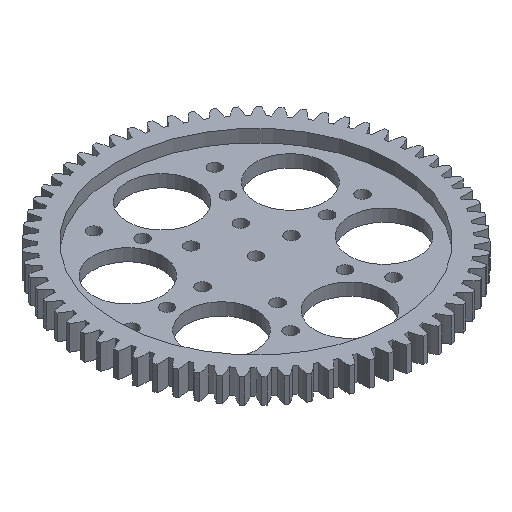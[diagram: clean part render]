
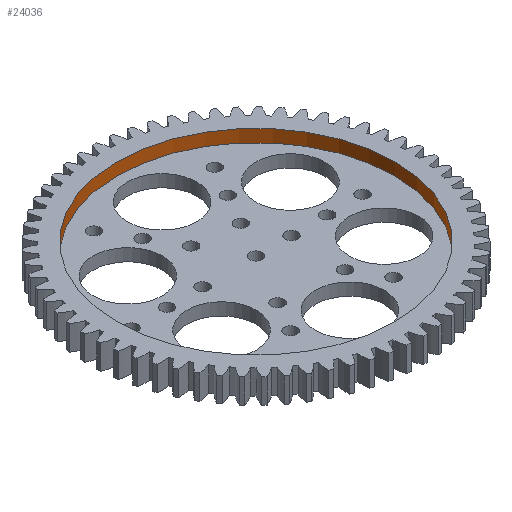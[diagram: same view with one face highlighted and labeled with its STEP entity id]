
A CAD part, isometric view. The second image highlights one B-rep face of the part: STEP entity #24036.
In plain terms, the highlighted cylindrical face has radius 28.125 mm (diameter 56.25 mm), a full revolution.
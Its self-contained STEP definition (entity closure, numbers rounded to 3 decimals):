
#110 = PLANE('',#111);
#111 = AXIS2_PLACEMENT_3D('',#112,#113,#114);
#112 = CARTESIAN_POINT('',(0.,0.,5.));
#113 = DIRECTION('',(0.,-0.,-1.));
#114 = DIRECTION('',(-1.,0.,0.));
#16160 = EDGE_CURVE('',#16161,#16161,#16163,.T.);
#16161 = VERTEX_POINT('',#16162);
#16162 = CARTESIAN_POINT('',(28.125,0.,5.));
#16163 = SURFACE_CURVE('',#16164,(#16169,#16180),.PCURVE_S1.);
#16164 = CIRCLE('',#16165,28.125);
#16165 = AXIS2_PLACEMENT_3D('',#16166,#16167,#16168);
#16166 = CARTESIAN_POINT('',(0.,0.,5.));
#16167 = DIRECTION('',(0.,0.,1.));
#16168 = DIRECTION('',(1.,0.,-0.));
#16169 = PCURVE('',#110,#16170);
#16170 = DEFINITIONAL_REPRESENTATION('',(#16171),#16179);
#16171 = ( BOUNDED_CURVE() B_SPLINE_CURVE(2,(#16172,#16173,#16174,#16175
    ,#16176,#16177,#16178),.UNSPECIFIED.,.T.,.F.) 
B_SPLINE_CURVE_WITH_KNOTS((1,2,2,2,2,1),(-2.094,0.,
    2.094,4.189,6.283,8.378),
.UNSPECIFIED.) CURVE() GEOMETRIC_REPRESENTATION_ITEM() 
RATIONAL_B_SPLINE_CURVE((1.,0.5,1.,0.5,1.,0.5,1.)) REPRESENTATION_ITEM(
  '') );
#16172 = CARTESIAN_POINT('',(-28.125,0.));
#16173 = CARTESIAN_POINT('',(-28.125,48.714));
#16174 = CARTESIAN_POINT('',(14.063,24.357));
#16175 = CARTESIAN_POINT('',(56.25,0.));
#16176 = CARTESIAN_POINT('',(14.063,-24.357));
#16177 = CARTESIAN_POINT('',(-28.125,-48.714));
#16178 = CARTESIAN_POINT('',(-28.125,0.));
#16179 = ( GEOMETRIC_REPRESENTATION_CONTEXT(2) 
PARAMETRIC_REPRESENTATION_CONTEXT() REPRESENTATION_CONTEXT('2D SPACE',''
  ) );
#16180 = PCURVE('',#16181,#16186);
#16181 = CYLINDRICAL_SURFACE('',#16182,28.125);
#16182 = AXIS2_PLACEMENT_3D('',#16183,#16184,#16185);
#16183 = CARTESIAN_POINT('',(0.,0.,2.5));
#16184 = DIRECTION('',(0.,0.,1.));
#16185 = DIRECTION('',(1.,0.,0.));
#16186 = DEFINITIONAL_REPRESENTATION('',(#16187),#16191);
#16187 = LINE('',#16188,#16189);
#16188 = CARTESIAN_POINT('',(0.,2.5));
#16189 = VECTOR('',#16190,1.);
#16190 = DIRECTION('',(1.,0.));
#16191 = ( GEOMETRIC_REPRESENTATION_CONTEXT(2) 
PARAMETRIC_REPRESENTATION_CONTEXT() REPRESENTATION_CONTEXT('2D SPACE',''
  ) );
#22902 = PLANE('',#22903);
#22903 = AXIS2_PLACEMENT_3D('',#22904,#22905,#22906);
#22904 = CARTESIAN_POINT('',(0.,0.,2.5));
#22905 = DIRECTION('',(0.,0.,1.));
#22906 = DIRECTION('',(1.,0.,0.));
#24036 = ADVANCED_FACE('',(#24037),#16181,.F.);
#24037 = FACE_BOUND('',#24038,.F.);
#24038 = EDGE_LOOP('',(#24039,#24040,#24063,#24085));
#24039 = ORIENTED_EDGE('',*,*,#16160,.F.);
#24040 = ORIENTED_EDGE('',*,*,#24041,.F.);
#24041 = EDGE_CURVE('',#24042,#16161,#24044,.T.);
#24042 = VERTEX_POINT('',#24043);
#24043 = CARTESIAN_POINT('',(28.125,0.,2.5));
#24044 = SEAM_CURVE('',#24045,(#24049,#24056),.PCURVE_S1.);
#24045 = LINE('',#24046,#24047);
#24046 = CARTESIAN_POINT('',(28.125,0.,2.5));
#24047 = VECTOR('',#24048,1.);
#24048 = DIRECTION('',(0.,0.,1.));
#24049 = PCURVE('',#16181,#24050);
#24050 = DEFINITIONAL_REPRESENTATION('',(#24051),#24055);
#24051 = LINE('',#24052,#24053);
#24052 = CARTESIAN_POINT('',(6.283,-0.));
#24053 = VECTOR('',#24054,1.);
#24054 = DIRECTION('',(0.,1.));
#24055 = ( GEOMETRIC_REPRESENTATION_CONTEXT(2) 
PARAMETRIC_REPRESENTATION_CONTEXT() REPRESENTATION_CONTEXT('2D SPACE',''
  ) );
#24056 = PCURVE('',#16181,#24057);
#24057 = DEFINITIONAL_REPRESENTATION('',(#24058),#24062);
#24058 = LINE('',#24059,#24060);
#24059 = CARTESIAN_POINT('',(0.,-0.));
#24060 = VECTOR('',#24061,1.);
#24061 = DIRECTION('',(0.,1.));
#24062 = ( GEOMETRIC_REPRESENTATION_CONTEXT(2) 
PARAMETRIC_REPRESENTATION_CONTEXT() REPRESENTATION_CONTEXT('2D SPACE',''
  ) );
#24063 = ORIENTED_EDGE('',*,*,#24064,.T.);
#24064 = EDGE_CURVE('',#24042,#24042,#24065,.T.);
#24065 = SURFACE_CURVE('',#24066,(#24071,#24078),.PCURVE_S1.);
#24066 = CIRCLE('',#24067,28.125);
#24067 = AXIS2_PLACEMENT_3D('',#24068,#24069,#24070);
#24068 = CARTESIAN_POINT('',(0.,0.,2.5));
#24069 = DIRECTION('',(0.,0.,1.));
#24070 = DIRECTION('',(1.,0.,0.));
#24071 = PCURVE('',#16181,#24072);
#24072 = DEFINITIONAL_REPRESENTATION('',(#24073),#24077);
#24073 = LINE('',#24074,#24075);
#24074 = CARTESIAN_POINT('',(0.,0.));
#24075 = VECTOR('',#24076,1.);
#24076 = DIRECTION('',(1.,0.));
#24077 = ( GEOMETRIC_REPRESENTATION_CONTEXT(2) 
PARAMETRIC_REPRESENTATION_CONTEXT() REPRESENTATION_CONTEXT('2D SPACE',''
  ) );
#24078 = PCURVE('',#22902,#24079);
#24079 = DEFINITIONAL_REPRESENTATION('',(#24080),#24084);
#24080 = CIRCLE('',#24081,28.125);
#24081 = AXIS2_PLACEMENT_2D('',#24082,#24083);
#24082 = CARTESIAN_POINT('',(0.,0.));
#24083 = DIRECTION('',(1.,0.));
#24084 = ( GEOMETRIC_REPRESENTATION_CONTEXT(2) 
PARAMETRIC_REPRESENTATION_CONTEXT() REPRESENTATION_CONTEXT('2D SPACE',''
  ) );
#24085 = ORIENTED_EDGE('',*,*,#24041,.T.);
